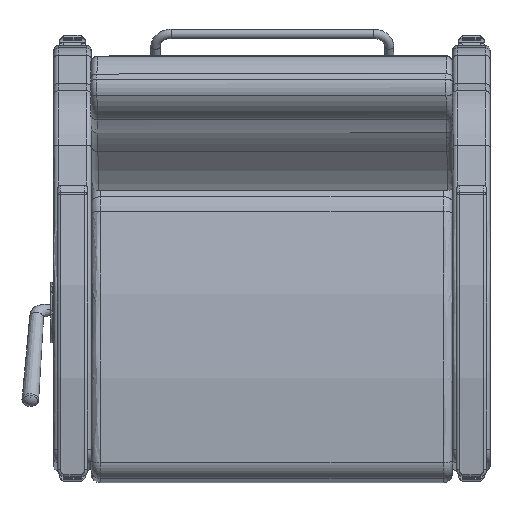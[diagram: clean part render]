
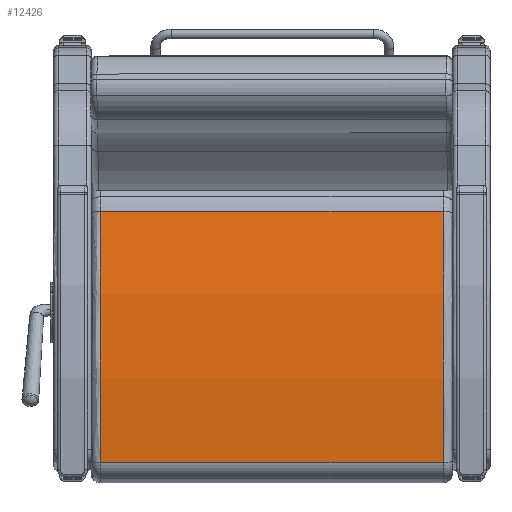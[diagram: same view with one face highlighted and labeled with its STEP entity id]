
A CAD part, front view. The second image highlights one B-rep face of the part: STEP entity #12426.
In plain terms, the highlighted free-form (B-spline) face has degree [1, 2] with [2, 3] control points.
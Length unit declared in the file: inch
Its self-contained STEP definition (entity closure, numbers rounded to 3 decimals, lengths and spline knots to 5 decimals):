
#288=(
BOUNDED_SURFACE()
B_SPLINE_SURFACE(1,2,((#19924,#19925,#19926),(#19927,#19928,#19929)),
 .UNSPECIFIED.,.F.,.F.,.F.)
B_SPLINE_SURFACE_WITH_KNOTS((2,2),(3,3),(-0.22896,0.22896),
(1.36178,1.69928),.UNSPECIFIED.)
GEOMETRIC_REPRESENTATION_ITEM()
RATIONAL_B_SPLINE_SURFACE(((1.,0.986,1.),(1.,0.986,
1.)))
REPRESENTATION_ITEM('')
SURFACE()
);
#568=ELLIPSE('',#13569,60.05357,60.);
#578=ELLIPSE('',#13597,60.05357,60.);
#1222=FACE_OUTER_BOUND('',#2057,.T.);
#2057=EDGE_LOOP('',(#8536,#8537,#8538,#8539));
#2995=LINE('',#19922,#3789);
#2996=LINE('',#19931,#3790);
#3789=VECTOR('',#15470,0.3937);
#3790=VECTOR('',#15473,0.3937);
#5429=VERTEX_POINT('',#19714);
#5430=VERTEX_POINT('',#19715);
#5455=VERTEX_POINT('',#19921);
#5456=VERTEX_POINT('',#19930);
#6600=EDGE_CURVE('',#5429,#5430,#568,.T.);
#6638=EDGE_CURVE('',#5430,#5455,#2995,.T.);
#6640=EDGE_CURVE('',#5429,#5456,#2996,.T.);
#6641=EDGE_CURVE('',#5455,#5456,#578,.T.);
#8536=ORIENTED_EDGE('',*,*,#6600,.F.);
#8537=ORIENTED_EDGE('',*,*,#6640,.T.);
#8538=ORIENTED_EDGE('',*,*,#6641,.F.);
#8539=ORIENTED_EDGE('',*,*,#6638,.F.);
#12426=ADVANCED_FACE('',(#1222),#288,.F.);
#13569=AXIS2_PLACEMENT_3D('',#19716,#15402,#15403);
#13597=AXIS2_PLACEMENT_3D('',#19932,#15474,#15475);
#15402=DIRECTION('center_axis',(0.,0.,-1.));
#15403=DIRECTION('ref_axis',(1.,0.,0.));
#15470=DIRECTION('',(0.,0.,1.));
#15473=DIRECTION('',(0.,0.,1.));
#15474=DIRECTION('center_axis',(0.,0.,1.));
#15475=DIRECTION('ref_axis',(1.,0.,0.));
#19714=CARTESIAN_POINT('',(-10.04459,1.25621,-13.75));
#19715=CARTESIAN_POINT('',(10.1114,0.44486,-13.75));
#19716=CARTESIAN_POINT('Origin',(-2.34979,-58.24922,-13.75));
#19921=CARTESIAN_POINT('',(10.1114,0.44486,13.75));
#19922=CARTESIAN_POINT('',(10.1114,0.44486,0.));
#19924=CARTESIAN_POINT('Ctrl Pts',(10.1114,0.44486,-13.75));
#19925=CARTESIAN_POINT('Ctrl Pts',(0.10258,2.56602,-13.75));
#19926=CARTESIAN_POINT('Ctrl Pts',(-10.04459,1.25621,-13.75));
#19927=CARTESIAN_POINT('Ctrl Pts',(10.1114,0.44486,13.75));
#19928=CARTESIAN_POINT('Ctrl Pts',(0.10258,2.56602,13.75));
#19929=CARTESIAN_POINT('Ctrl Pts',(-10.04459,1.25621,13.75));
#19930=CARTESIAN_POINT('',(-10.04459,1.25621,13.75));
#19931=CARTESIAN_POINT('',(-10.04459,1.25621,0.));
#19932=CARTESIAN_POINT('Origin',(-2.34979,-58.24922,13.75));
